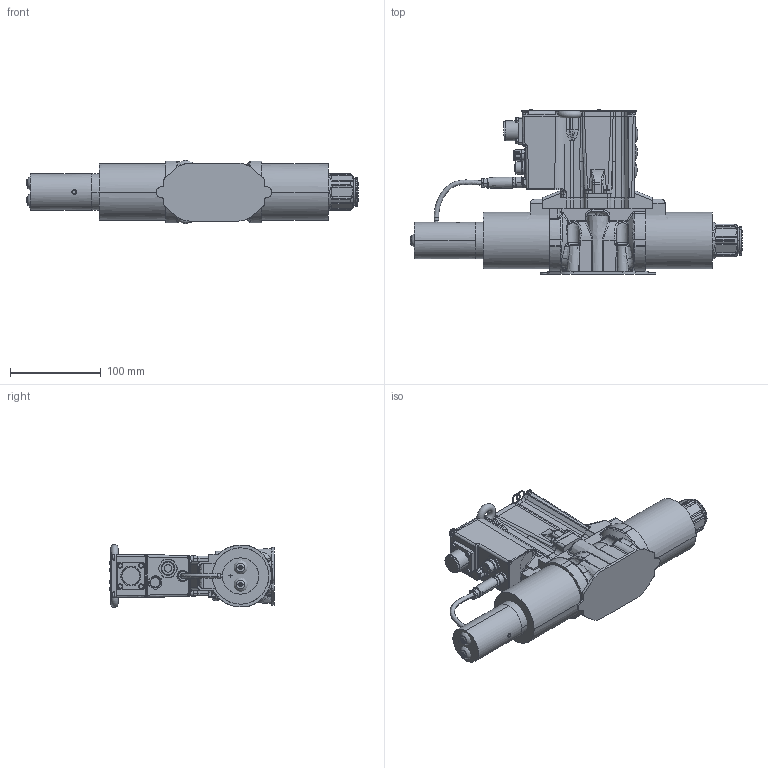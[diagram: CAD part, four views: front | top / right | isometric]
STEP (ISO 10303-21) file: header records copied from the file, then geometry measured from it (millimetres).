
FILE_DESCRIPTION((''),'2;1');
FILE_NAME('PRM9_10_PRT','2017-08-30T',('windchill'),(''),'CREO PARAMETRIC BY PTC INC, 2017020','CREO PARAMETRIC BY PTC INC, 2017020','');
FILE_SCHEMA(('CONFIG_CONTROL_DESIGN'));
Products named in the file (1): PRM9_10_PRT
Bounding box: 365.75 x 181 x 69.58 mm (x, y, z)
Surface area: 201454.6 mm2 (no closed solid volume)
Topology: 0 solids, 0 shells, 1041 faces, 5414 edges, 5297 vertices
Faces by surface type: bspline 912, torus 102, sphere 27
Entity records: 183574 total; most frequent: CARTESIAN_POINT 139281, DIRECTION 6573, TRIMMED_CURVE 5344, DEFINITIONAL_REPRESENTATION 5203, PCURVE 5203, COMPOSITE_CURVE_SEGMENT 5203, VECTOR 4373, LINE 4373
